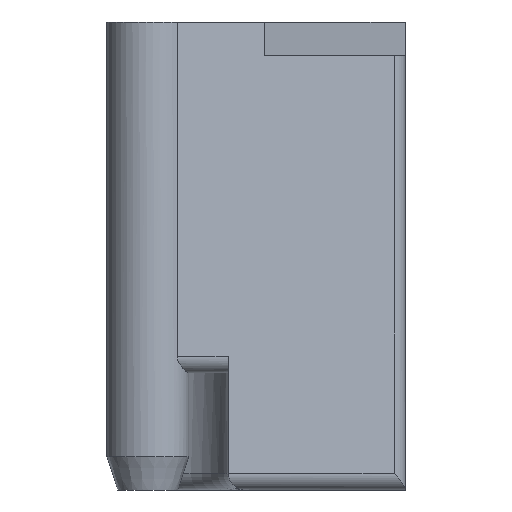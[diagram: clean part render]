
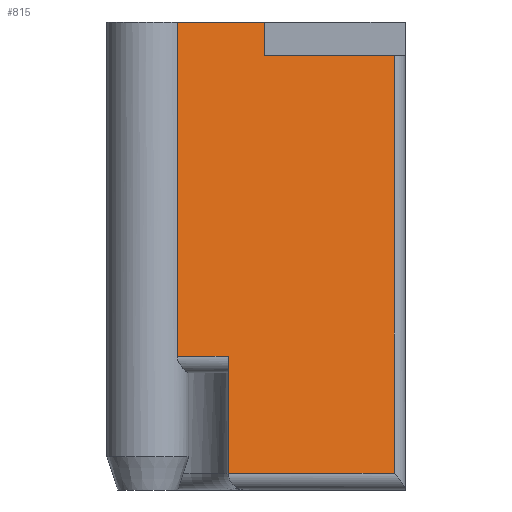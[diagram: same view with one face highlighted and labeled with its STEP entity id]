
A CAD part, front view. The second image highlights one B-rep face of the part: STEP entity #815.
In plain terms, the highlighted planar face has unit normal (0.342, -0.94, 0).
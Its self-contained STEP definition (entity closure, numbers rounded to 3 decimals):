
#30=PLANE('',#888);
#71=FACE_OUTER_BOUND('',#118,.T.);
#118=EDGE_LOOP('',(#596,#597,#598,#599,#600,#601,#602,#603));
#163=LINE('',#1221,#256);
#165=LINE('',#1227,#258);
#173=LINE('',#1244,#266);
#174=LINE('',#1259,#267);
#175=LINE('',#1261,#268);
#176=LINE('',#1263,#269);
#177=LINE('',#1265,#270);
#178=LINE('',#1266,#271);
#256=VECTOR('',#970,10.);
#258=VECTOR('',#976,10.);
#266=VECTOR('',#988,10.);
#267=VECTOR('',#993,10.);
#268=VECTOR('',#994,10.);
#269=VECTOR('',#995,10.);
#270=VECTOR('',#996,10.);
#271=VECTOR('',#997,10.);
#369=VERTEX_POINT('',#1184);
#375=VERTEX_POINT('',#1219);
#377=VERTEX_POINT('',#1225);
#384=VERTEX_POINT('',#1243);
#386=VERTEX_POINT('',#1258);
#387=VERTEX_POINT('',#1260);
#388=VERTEX_POINT('',#1262);
#389=VERTEX_POINT('',#1264);
#455=EDGE_CURVE('',#375,#369,#163,.T.);
#458=EDGE_CURVE('',#377,#375,#165,.T.);
#466=EDGE_CURVE('',#369,#384,#173,.T.);
#469=EDGE_CURVE('',#377,#386,#174,.T.);
#470=EDGE_CURVE('',#386,#387,#175,.T.);
#471=EDGE_CURVE('',#388,#387,#176,.T.);
#472=EDGE_CURVE('',#388,#389,#177,.T.);
#473=EDGE_CURVE('',#384,#389,#178,.T.);
#596=ORIENTED_EDGE('',*,*,#455,.F.);
#597=ORIENTED_EDGE('',*,*,#458,.F.);
#598=ORIENTED_EDGE('',*,*,#469,.T.);
#599=ORIENTED_EDGE('',*,*,#470,.T.);
#600=ORIENTED_EDGE('',*,*,#471,.F.);
#601=ORIENTED_EDGE('',*,*,#472,.T.);
#602=ORIENTED_EDGE('',*,*,#473,.F.);
#603=ORIENTED_EDGE('',*,*,#466,.F.);
#815=ADVANCED_FACE('',(#71),#30,.T.);
#888=AXIS2_PLACEMENT_3D('',#1257,#991,#992);
#970=DIRECTION('',(-0.94,-0.342,0.));
#976=DIRECTION('',(0.,0.,-1.));
#988=DIRECTION('',(0.,0.,1.));
#991=DIRECTION('center_axis',(0.342,-0.94,0.));
#992=DIRECTION('ref_axis',(-0.94,-0.342,0.));
#993=DIRECTION('',(-0.94,-0.342,0.));
#994=DIRECTION('',(0.,0.,1.));
#995=DIRECTION('',(0.94,0.342,0.));
#996=DIRECTION('',(0.,0.,-1.));
#997=DIRECTION('',(-0.94,-0.342,0.));
#1184=CARTESIAN_POINT('',(4.814,-0.589,-27.));
#1219=CARTESIAN_POINT('',(14.742,3.024,-27.));
#1221=CARTESIAN_POINT('',(13.483,2.566,-27.));
#1225=CARTESIAN_POINT('',(14.742,3.024,-2.));
#1227=CARTESIAN_POINT('',(14.742,3.024,0.));
#1243=CARTESIAN_POINT('',(4.814,-0.589,-20.));
#1244=CARTESIAN_POINT('',(4.814,-0.589,-21.));
#1257=CARTESIAN_POINT('Origin',(15.4,3.264,0.));
#1258=CARTESIAN_POINT('',(6.982,0.2,-2.));
#1259=CARTESIAN_POINT('',(13.295,2.498,-2.));
#1260=CARTESIAN_POINT('',(6.982,0.2,0.));
#1261=CARTESIAN_POINT('',(6.982,0.2,0.));
#1262=CARTESIAN_POINT('',(1.766,-1.699,0.));
#1263=CARTESIAN_POINT('',(-0.261,-2.436,0.));
#1264=CARTESIAN_POINT('',(1.766,-1.699,-20.));
#1265=CARTESIAN_POINT('',(1.766,-1.699,0.));
#1266=CARTESIAN_POINT('',(12.707,2.284,-20.));
